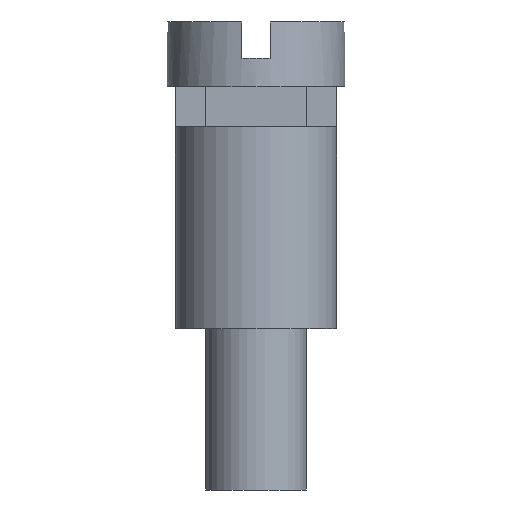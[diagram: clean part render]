
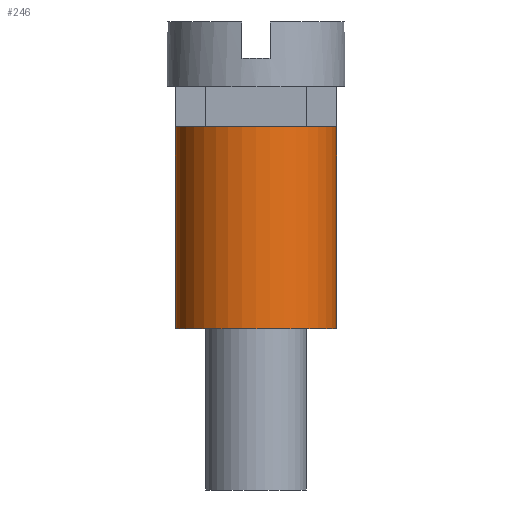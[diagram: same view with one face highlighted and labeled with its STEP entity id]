
A CAD part, left-side view. The second image highlights one B-rep face of the part: STEP entity #246.
In plain terms, the highlighted cylindrical face has radius 2 mm (diameter 4 mm), a full revolution.
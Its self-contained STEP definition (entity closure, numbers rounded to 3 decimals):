
#246=ADVANCED_FACE('',(#386),#352,.T.);
#352=CYLINDRICAL_SURFACE('',#2059,2.);
#386=FACE_OUTER_BOUND('',#486,.T.);
#486=EDGE_LOOP('',(#1037,#1038,#1039,#1040));
#622=LINE('',#2837,#814);
#814=VECTOR('',#2279,1.);
#1037=ORIENTED_EDGE('',*,*,#1720,.F.);
#1038=ORIENTED_EDGE('',*,*,#1721,.T.);
#1039=ORIENTED_EDGE('',*,*,#1722,.T.);
#1040=ORIENTED_EDGE('',*,*,#1721,.F.);
#1537=VERTEX_POINT('',#2836);
#1538=VERTEX_POINT('',#2838);
#1720=EDGE_CURVE('',#1537,#1537,#1973,.T.);
#1721=EDGE_CURVE('',#1537,#1538,#622,.T.);
#1722=EDGE_CURVE('',#1538,#1538,#1974,.T.);
#1973=CIRCLE('',#2057,2.);
#1974=CIRCLE('',#2058,2.);
#2057=AXIS2_PLACEMENT_3D('',#2835,#2277,#2278);
#2058=AXIS2_PLACEMENT_3D('',#2839,#2280,#2281);
#2059=AXIS2_PLACEMENT_3D('',#2840,#2282,#2283);
#2277=DIRECTION('',(0.,0.,1.));
#2278=DIRECTION('',(1.,0.,0.));
#2279=DIRECTION('',(0.,0.,-1.));
#2280=DIRECTION('',(0.,0.,1.));
#2281=DIRECTION('',(1.,0.,0.));
#2282=DIRECTION('',(0.,0.,-1.));
#2283=DIRECTION('',(1.,0.,0.));
#2835=CARTESIAN_POINT('',(0.,0.,0.));
#2836=CARTESIAN_POINT('',(2.,0.,0.));
#2837=CARTESIAN_POINT('',(2.,0.,-2.5));
#2838=CARTESIAN_POINT('',(2.,0.,-5.));
#2839=CARTESIAN_POINT('',(0.,0.,-5.));
#2840=CARTESIAN_POINT('',(0.,0.,0.));
